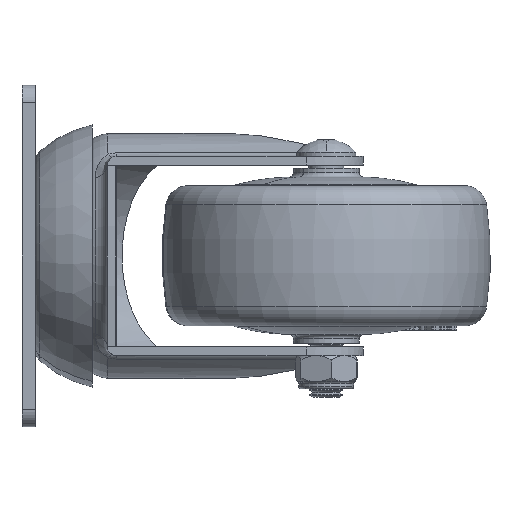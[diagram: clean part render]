
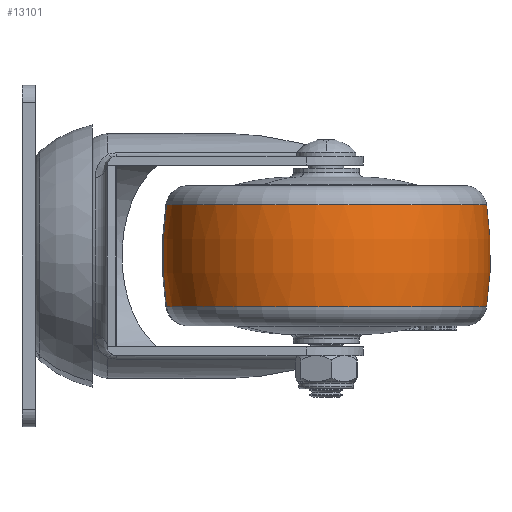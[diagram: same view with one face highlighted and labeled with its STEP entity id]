
A CAD part, left-side view. The second image highlights one B-rep face of the part: STEP entity #13101.
In plain terms, the highlighted toroidal (fillet/blend) face has major radius 48.583 mm and minor radius 86.083 mm.
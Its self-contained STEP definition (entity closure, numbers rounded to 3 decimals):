
#87 = DIRECTION ( 'NONE',  ( -0.994, -0.11, 0. ) ) ;
#625 = CIRCLE ( 'NONE', #20139, 36.704 ) ;
#1032 = AXIS2_PLACEMENT_3D ( 'NONE', #24828, #3213, #17511 ) ;
#1382 = TOROIDAL_SURFACE ( 'NONE', #4910, -48.583, 86.083 ) ;
#1442 = EDGE_CURVE ( 'NONE', #26988, #23972, #20265, .T. ) ;
#1699 = CARTESIAN_POINT ( 'NONE',  ( -20.667, -117.759, 0.05 ) ) ;
#2799 = CIRCLE ( 'NONE', #19811, 86.083 ) ;
#3019 = ORIENTED_EDGE ( 'NONE', *, *, #1442, .T. ) ;
#3213 = DIRECTION ( 'NONE',  ( 0., 0., 1. ) ) ;
#4910 = AXIS2_PLACEMENT_3D ( 'NONE', #19316, #23799, #16714 ) ;
#6035 = VERTEX_POINT ( 'NONE', #25565 ) ;
#6313 = DIRECTION ( 'NONE',  ( 0., 0., -1. ) ) ;
#6831 = DIRECTION ( 'NONE',  ( 0.994, 0.11, 0. ) ) ;
#7773 = FACE_OUTER_BOUND ( 'NONE', #24943, .T. ) ;
#7873 = EDGE_CURVE ( 'NONE', #26988, #14592, #2799, .T. ) ;
#11669 = DIRECTION ( 'NONE',  ( -0.11, 0.994, 0. ) ) ;
#13101 = ADVANCED_FACE ( 'NONE', ( #7773 ), #1382, .T. ) ;
#13824 = ORIENTED_EDGE ( 'NONE', *, *, #13892, .T. ) ;
#13892 = EDGE_CURVE ( 'NONE', #6035, #14592, #625, .T. ) ;
#14592 = VERTEX_POINT ( 'NONE', #22778 ) ;
#14629 = DIRECTION ( 'NONE',  ( 0.11, -0.994, 0. ) ) ;
#15937 = CARTESIAN_POINT ( 'NONE',  ( -21.971, -105.951, -11.628 ) ) ;
#16025 = DIRECTION ( 'NONE',  ( -0.11, 0.994, 0. ) ) ;
#16714 = DIRECTION ( 'NONE',  ( 0.11, -0.994, 0. ) ) ;
#17511 = DIRECTION ( 'NONE',  ( 0.11, -0.994, 0. ) ) ;
#19316 = CARTESIAN_POINT ( 'NONE',  ( -26., -69.469, 0.05 ) ) ;
#19811 = AXIS2_PLACEMENT_3D ( 'NONE', #1699, #6831, #16025 ) ;
#20139 = AXIS2_PLACEMENT_3D ( 'NONE', #29724, #6313, #11669 ) ;
#20265 = CIRCLE ( 'NONE', #1032, 36.704 ) ;
#21682 = AXIS2_PLACEMENT_3D ( 'NONE', #28816, #87, #14629 ) ;
#22778 = CARTESIAN_POINT ( 'NONE',  ( -30.029, -32.987, 11.729 ) ) ;
#23799 = DIRECTION ( 'NONE',  ( 0., 0., 1. ) ) ;
#23972 = VERTEX_POINT ( 'NONE', #15937 ) ;
#24828 = CARTESIAN_POINT ( 'NONE',  ( -26., -69.469, -11.628 ) ) ;
#24943 = EDGE_LOOP ( 'NONE', ( #29308, #3019, #26342, #13824 ) ) ;
#25565 = CARTESIAN_POINT ( 'NONE',  ( -21.971, -105.951, 11.729 ) ) ;
#26342 = ORIENTED_EDGE ( 'NONE', *, *, #29271, .T. ) ;
#26808 = CARTESIAN_POINT ( 'NONE',  ( -30.029, -32.987, -11.628 ) ) ;
#26988 = VERTEX_POINT ( 'NONE', #26808 ) ;
#28816 = CARTESIAN_POINT ( 'NONE',  ( -31.333, -21.179, 0.05 ) ) ;
#29271 = EDGE_CURVE ( 'NONE', #23972, #6035, #29300, .T. ) ;
#29300 = CIRCLE ( 'NONE', #21682, 86.083 ) ;
#29308 = ORIENTED_EDGE ( 'NONE', *, *, #7873, .F. ) ;
#29724 = CARTESIAN_POINT ( 'NONE',  ( -26., -69.469, 11.729 ) ) ;
